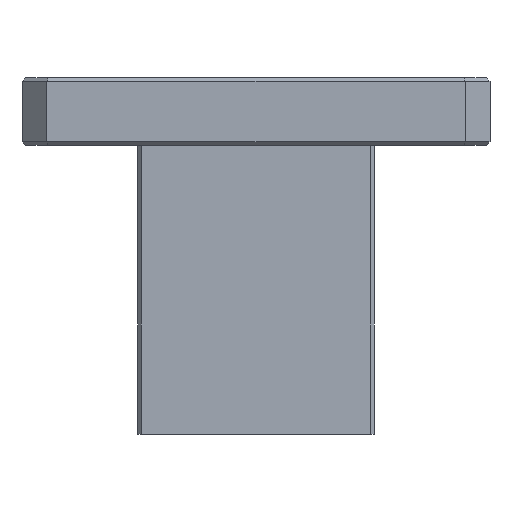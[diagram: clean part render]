
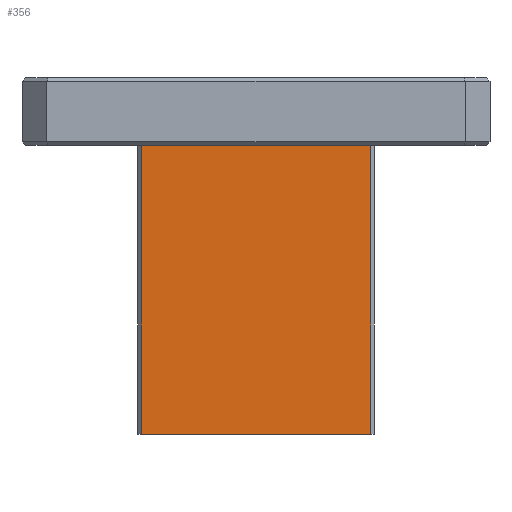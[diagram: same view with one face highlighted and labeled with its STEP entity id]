
A CAD part, front view. The second image highlights one B-rep face of the part: STEP entity #356.
In plain terms, the highlighted planar face has unit normal (0, -1, 0).
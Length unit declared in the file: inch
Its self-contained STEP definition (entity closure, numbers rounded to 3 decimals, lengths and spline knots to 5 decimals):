
#269 = VECTOR ( 'NONE', #3174, 39.37008 ) ;
#356 = ADVANCED_FACE ( 'NONE', ( #3095 ), #4481, .F. ) ;
#680 = DIRECTION ( 'NONE',  ( 0., 0., 1. ) ) ;
#765 = DIRECTION ( 'NONE',  ( -1., 0., 0. ) ) ;
#789 = LINE ( 'NONE', #1523, #2278 ) ;
#905 = VERTEX_POINT ( 'NONE', #4001 ) ;
#943 = AXIS2_PLACEMENT_3D ( 'NONE', #4460, #1590, #972 ) ;
#972 = DIRECTION ( 'NONE',  ( 0., 0., 1. ) ) ;
#1016 = DIRECTION ( 'NONE',  ( 0., 0., -1. ) ) ;
#1022 = ORIENTED_EDGE ( 'NONE', *, *, #3929, .F. ) ;
#1276 = VERTEX_POINT ( 'NONE', #3563 ) ;
#1340 = EDGE_LOOP ( 'NONE', ( #2327, #3076, #1022, #1653 ) ) ;
#1523 = CARTESIAN_POINT ( 'NONE',  ( 0.45599, 0.15717, -0.12954 ) ) ;
#1590 = DIRECTION ( 'NONE',  ( 0., 1., 0. ) ) ;
#1653 = ORIENTED_EDGE ( 'NONE', *, *, #2735, .T. ) ;
#1700 = CARTESIAN_POINT ( 'NONE',  ( -0.19701, 0.15717, -0.12954 ) ) ;
#1710 = VECTOR ( 'NONE', #1016, 39.37008 ) ;
#1954 = CARTESIAN_POINT ( 'NONE',  ( 0.44599, 0.15717, -0.12954 ) ) ;
#2154 = EDGE_CURVE ( 'NONE', #905, #4389, #3882, .T. ) ;
#2278 = VECTOR ( 'NONE', #765, 39.37008 ) ;
#2327 = ORIENTED_EDGE ( 'NONE', *, *, #3432, .T. ) ;
#2735 = EDGE_CURVE ( 'NONE', #4595, #1276, #3618, .T. ) ;
#2833 = CARTESIAN_POINT ( 'NONE',  ( 0.44599, 0.15717, -0.12954 ) ) ;
#3076 = ORIENTED_EDGE ( 'NONE', *, *, #2154, .T. ) ;
#3095 = FACE_OUTER_BOUND ( 'NONE', #1340, .T. ) ;
#3174 = DIRECTION ( 'NONE',  ( -1., 0., 0. ) ) ;
#3223 = CARTESIAN_POINT ( 'NONE',  ( 0.45599, 0.15717, 0.68046 ) ) ;
#3304 = VECTOR ( 'NONE', #680, 39.37008 ) ;
#3309 = CARTESIAN_POINT ( 'NONE',  ( -0.19701, 0.15717, -0.12954 ) ) ;
#3432 = EDGE_CURVE ( 'NONE', #1276, #905, #4285, .T. ) ;
#3563 = CARTESIAN_POINT ( 'NONE',  ( 0.44599, 0.15717, 0.68046 ) ) ;
#3618 = LINE ( 'NONE', #2833, #3304 ) ;
#3882 = LINE ( 'NONE', #1700, #1710 ) ;
#3929 = EDGE_CURVE ( 'NONE', #4595, #4389, #789, .T. ) ;
#4001 = CARTESIAN_POINT ( 'NONE',  ( -0.19701, 0.15717, 0.68046 ) ) ;
#4285 = LINE ( 'NONE', #3223, #269 ) ;
#4389 = VERTEX_POINT ( 'NONE', #3309 ) ;
#4460 = CARTESIAN_POINT ( 'NONE',  ( 0.45599, 0.15717, -0.12954 ) ) ;
#4481 = PLANE ( 'NONE',  #943 ) ;
#4595 = VERTEX_POINT ( 'NONE', #1954 ) ;
